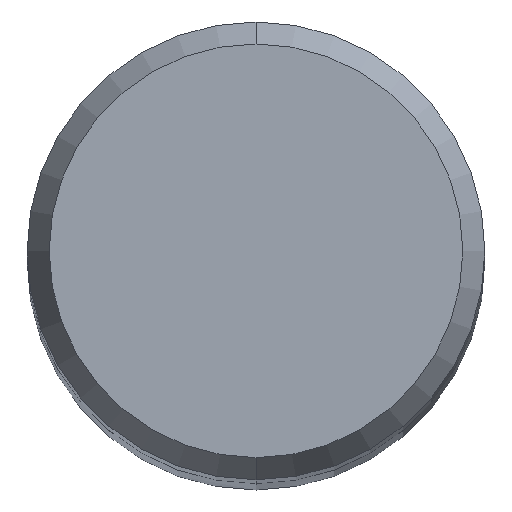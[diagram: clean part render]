
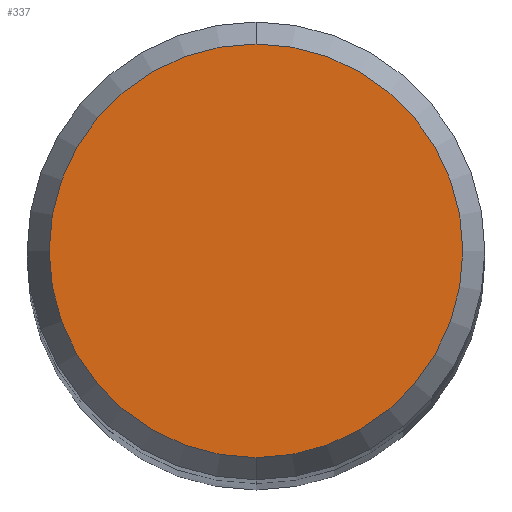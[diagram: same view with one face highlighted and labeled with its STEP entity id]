
A CAD part, top view. The second image highlights one B-rep face of the part: STEP entity #337.
In plain terms, the highlighted planar face has unit normal (0, 0, 1).
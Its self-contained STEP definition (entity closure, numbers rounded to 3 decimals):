
#159=EDGE_CURVE('',#279,#257,#419,.T.);
#257=VERTEX_POINT('',#530);
#279=VERTEX_POINT('',#553);
#337=ADVANCED_FACE('',(#615),#616,.T.);
#343=EDGE_CURVE('',#257,#279,#622,.T.);
#419=CIRCLE('',#696,5.423);
#530=CARTESIAN_POINT('',(0.0,5.423,55.0));
#553=CARTESIAN_POINT('',(0.,-5.423,55.0));
#615=FACE_OUTER_BOUND('',#1126,.T.);
#616=PLANE('',#1127);
#622=CIRCLE('',#1150,5.423);
#696=AXIS2_PLACEMENT_3D('',#1300,#1301,#1302);
#1126=EDGE_LOOP('',(#1500,#1501));
#1127=AXIS2_PLACEMENT_3D('',#1502,#1503,#1504);
#1150=AXIS2_PLACEMENT_3D('',#1505,#1506,#1507);
#1300=CARTESIAN_POINT('',(0.0,0.0,55.0));
#1301=DIRECTION('',(0.0,0.0,-1.0));
#1302=DIRECTION('',(0.0,1.0,0.0));
#1500=ORIENTED_EDGE('',*,*,#343,.F.);
#1501=ORIENTED_EDGE('',*,*,#159,.F.);
#1502=CARTESIAN_POINT('',(0.0,2.711,55.0));
#1503=DIRECTION('',(-0.0,0.0,1.0));
#1504=DIRECTION('',(0.0,-1.0,0.0));
#1505=CARTESIAN_POINT('',(0.0,0.0,55.0));
#1506=DIRECTION('',(0.0,0.0,-1.0));
#1507=DIRECTION('',(0.0,1.0,0.0));
